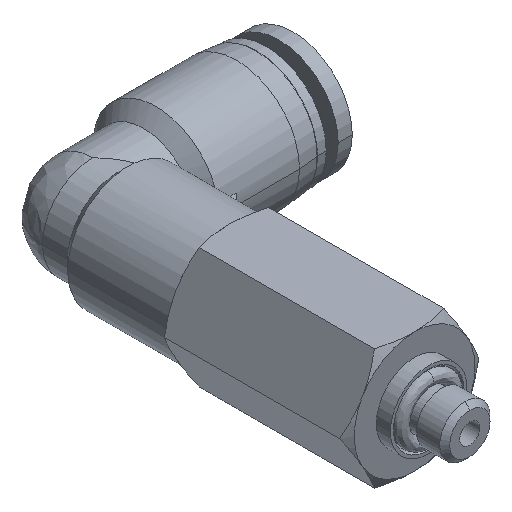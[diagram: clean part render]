
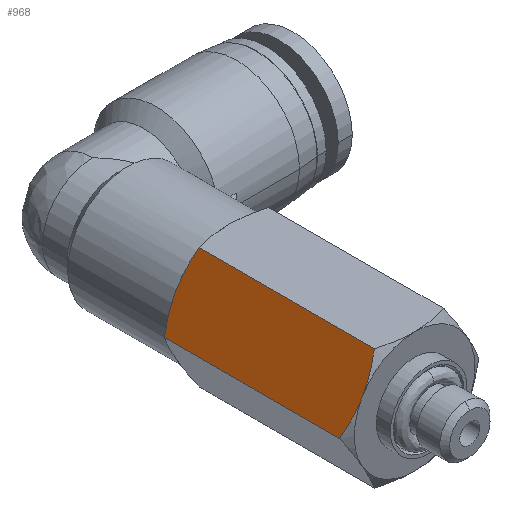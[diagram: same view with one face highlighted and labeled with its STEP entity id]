
A CAD part, isometric view. The second image highlights one B-rep face of the part: STEP entity #968.
In plain terms, the highlighted planar face has unit normal (-0.866, 0, 0.5).
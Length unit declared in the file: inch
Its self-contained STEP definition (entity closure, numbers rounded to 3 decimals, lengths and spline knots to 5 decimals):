
#81 = EDGE_CURVE ( 'NONE', #1373, #1576, #2209, .T. ) ;
#256 = CARTESIAN_POINT ( 'NONE',  ( -0.13638, -0.0211, 0.23622 ) ) ;
#267 = CARTESIAN_POINT ( 'NONE',  ( -0.15866, -0.00824, 0.19763 ) ) ;
#372 = CARTESIAN_POINT ( 'NONE',  ( -0.20457, 0., 0.11811 ) ) ;
#373 = CARTESIAN_POINT ( 'NONE',  ( -0.27276, -0.0211, 0. ) ) ;
#379 = FACE_OUTER_BOUND ( 'NONE', #1104, .T. ) ;
#400 = CARTESIAN_POINT ( 'NONE',  ( -0.1813, 0., 0.15842 ) ) ;
#555 = VECTOR ( 'NONE', #1424, 39.37008 ) ;
#561 = CARTESIAN_POINT ( 'NONE',  ( -0.20457, 0., 0.11811 ) ) ;
#565 = EDGE_CURVE ( 'NONE', #1389, #1270, #1916, .T. ) ;
#589 = CARTESIAN_POINT ( 'NONE',  ( -0.20457, -0.72835, 0.11811 ) ) ;
#623 = CARTESIAN_POINT ( 'NONE',  ( -0.22785, 0., 0.0778 ) ) ;
#633 = AXIS2_PLACEMENT_3D ( 'NONE', #2646, #2576, #2568 ) ;
#740 = ORIENTED_EDGE ( 'NONE', *, *, #81, .F. ) ;
#852 = CARTESIAN_POINT ( 'NONE',  ( -0.20457, -0.72835, 0.11811 ) ) ;
#968 = ADVANCED_FACE ( 'NONE', ( #379 ), #2605, .T. ) ;
#997 = CARTESIAN_POINT ( 'NONE',  ( -0.1813, -0.72835, 0.15842 ) ) ;
#1104 = EDGE_LOOP ( 'NONE', ( #740, #2346, #2435, #2064, #2679, #2522 ) ) ;
#1136 = CARTESIAN_POINT ( 'NONE',  ( -0.13638, -0.0211, 0.23622 ) ) ;
#1171 = VERTEX_POINT ( 'NONE', #852 ) ;
#1270 = VERTEX_POINT ( 'NONE', #1136 ) ;
#1346 = DIRECTION ( 'NONE',  ( 0., 1., 0. ) ) ;
#1373 = VERTEX_POINT ( 'NONE', #1596 ) ;
#1389 = VERTEX_POINT ( 'NONE', #561 ) ;
#1417 = CARTESIAN_POINT ( 'NONE',  ( -0.13638, -0.70725, 0.23622 ) ) ;
#1421 = B_SPLINE_CURVE_WITH_KNOTS ( 'NONE', 3,
 ( #2512, #2720, #1859, #589 ),
 .UNSPECIFIED., .F., .F.,
 ( 4, 4 ),
 ( 0., 0.00351 ),
 .UNSPECIFIED. ) ;
#1424 = DIRECTION ( 'NONE',  ( 0., -1., 0. ) ) ;
#1550 = CARTESIAN_POINT ( 'NONE',  ( -0.27276, -0.0211, 0. ) ) ;
#1576 = VERTEX_POINT ( 'NONE', #1550 ) ;
#1596 = CARTESIAN_POINT ( 'NONE',  ( -0.27276, -0.70725, 0. ) ) ;
#1611 = CARTESIAN_POINT ( 'NONE',  ( -0.13638, -0.70725, 0.23622 ) ) ;
#1627 = B_SPLINE_CURVE_WITH_KNOTS ( 'NONE', 3,
 ( #373, #2746, #623, #2123 ),
 .UNSPECIFIED., .F., .F.,
 ( 4, 4 ),
 ( 0., 0.00351 ),
 .UNSPECIFIED. ) ;
#1663 = B_SPLINE_CURVE_WITH_KNOTS ( 'NONE', 3,
 ( #2510, #997, #2718, #1417 ),
 .UNSPECIFIED., .F., .F.,
 ( 4, 4 ),
 ( 0., 0.00351 ),
 .UNSPECIFIED. ) ;
#1820 = VERTEX_POINT ( 'NONE', #1611 ) ;
#1859 = CARTESIAN_POINT ( 'NONE',  ( -0.22785, -0.72835, 0.0778 ) ) ;
#1871 = EDGE_CURVE ( 'NONE', #1171, #1820, #1663, .T. ) ;
#1898 = EDGE_CURVE ( 'NONE', #1270, #1820, #2247, .T. ) ;
#1916 = B_SPLINE_CURVE_WITH_KNOTS ( 'NONE', 3,
 ( #372, #400, #267, #256 ),
 .UNSPECIFIED., .F., .F.,
 ( 4, 4 ),
 ( 0., 0.00351 ),
 .UNSPECIFIED. ) ;
#2001 = EDGE_CURVE ( 'NONE', #1576, #1389, #1627, .T. ) ;
#2064 = ORIENTED_EDGE ( 'NONE', *, *, #1898, .F. ) ;
#2123 = CARTESIAN_POINT ( 'NONE',  ( -0.20457, 0., 0.11811 ) ) ;
#2207 = VECTOR ( 'NONE', #1346, 39.37008 ) ;
#2209 = LINE ( 'NONE', #2297, #2207 ) ;
#2247 = LINE ( 'NONE', #2298, #555 ) ;
#2297 = CARTESIAN_POINT ( 'NONE',  ( -0.27276, -0.72835, 0. ) ) ;
#2298 = CARTESIAN_POINT ( 'NONE',  ( -0.13638, -0.72835, 0.23622 ) ) ;
#2346 = ORIENTED_EDGE ( 'NONE', *, *, #2715, .T. ) ;
#2435 = ORIENTED_EDGE ( 'NONE', *, *, #1871, .T. ) ;
#2510 = CARTESIAN_POINT ( 'NONE',  ( -0.20457, -0.72835, 0.11811 ) ) ;
#2512 = CARTESIAN_POINT ( 'NONE',  ( -0.27276, -0.70725, 0. ) ) ;
#2522 = ORIENTED_EDGE ( 'NONE', *, *, #2001, .F. ) ;
#2568 = DIRECTION ( 'NONE',  ( 0.5, 0., 0.866 ) ) ;
#2576 = DIRECTION ( 'NONE',  ( -0.866, 0., 0.5 ) ) ;
#2605 = PLANE ( 'NONE',  #633 ) ;
#2646 = CARTESIAN_POINT ( 'NONE',  ( -0.13638, -0.72835, 0.23622 ) ) ;
#2679 = ORIENTED_EDGE ( 'NONE', *, *, #565, .F. ) ;
#2715 = EDGE_CURVE ( 'NONE', #1373, #1171, #1421, .T. ) ;
#2718 = CARTESIAN_POINT ( 'NONE',  ( -0.15866, -0.72011, 0.19763 ) ) ;
#2720 = CARTESIAN_POINT ( 'NONE',  ( -0.25048, -0.72011, 0.03859 ) ) ;
#2746 = CARTESIAN_POINT ( 'NONE',  ( -0.25048, -0.00824, 0.03859 ) ) ;
